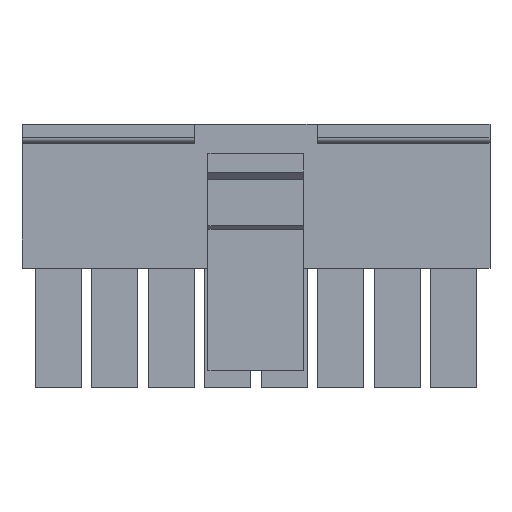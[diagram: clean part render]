
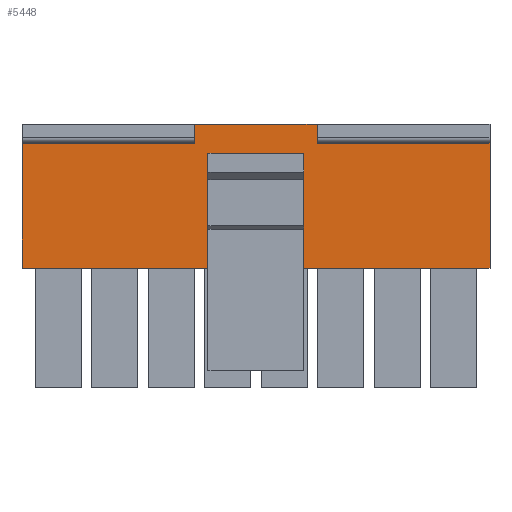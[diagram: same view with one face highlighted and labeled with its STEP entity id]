
A CAD part, top view. The second image highlights one B-rep face of the part: STEP entity #5448.
In plain terms, the highlighted planar face has unit normal (0, 0, 1).
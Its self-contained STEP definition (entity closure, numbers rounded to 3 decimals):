
#18=DIRECTION('',(0.,-1.,0.));
#19=VECTOR('',#18,6.63);
#20=CARTESIAN_POINT('',(-12.42,2.63,1.95));
#21=LINE('',#20,#19);
#71=DIRECTION('',(1.,0.,0.));
#72=VECTOR('',#71,6.49);
#73=CARTESIAN_POINT('',(-3.245,3.65,1.95));
#74=LINE('',#73,#72);
#323=DIRECTION('',(1.,0.,0.));
#324=VECTOR('',#323,24.85);
#325=CARTESIAN_POINT('',(-12.42,-4.,1.95));
#326=LINE('',#325,#324);
#1783=DIRECTION('',(0.,-1.,0.));
#1784=VECTOR('',#1783,1.38);
#1785=CARTESIAN_POINT('',(-2.545,-2.,1.95));
#1786=LINE('',#1785,#1784);
#1787=DIRECTION('',(1.,0.,0.));
#1788=VECTOR('',#1787,5.09);
#1789=CARTESIAN_POINT('',(-2.545,-3.38,1.95));
#1790=LINE('',#1789,#1788);
#1791=DIRECTION('',(0.,-1.,0.));
#1792=VECTOR('',#1791,1.38);
#1793=CARTESIAN_POINT('',(2.545,-2.,1.95));
#1794=LINE('',#1793,#1792);
#1795=DIRECTION('',(1.,0.,0.));
#1796=VECTOR('',#1795,5.09);
#1797=CARTESIAN_POINT('',(-2.545,-2.,1.95));
#1798=LINE('',#1797,#1796);
#1799=DIRECTION('',(1.,0.,0.));
#1800=VECTOR('',#1799,9.175);
#1801=CARTESIAN_POINT('',(-12.42,2.63,1.95));
#1802=LINE('',#1801,#1800);
#1803=DIRECTION('',(0.,1.,0.));
#1804=VECTOR('',#1803,1.02);
#1805=CARTESIAN_POINT('',(-3.245,2.63,1.95));
#1806=LINE('',#1805,#1804);
#1807=DIRECTION('',(0.,-1.,0.));
#1808=VECTOR('',#1807,1.02);
#1809=CARTESIAN_POINT('',(3.245,3.65,1.95));
#1810=LINE('',#1809,#1808);
#1811=DIRECTION('',(1.,0.,0.));
#1812=VECTOR('',#1811,9.185);
#1813=CARTESIAN_POINT('',(3.245,2.63,1.95));
#1814=LINE('',#1813,#1812);
#2014=DIRECTION('',(0.,-1.,0.));
#2015=VECTOR('',#2014,6.63);
#2016=CARTESIAN_POINT('',(12.43,2.63,1.95));
#2017=LINE('',#2016,#2015);
#2069=CARTESIAN_POINT('',(-12.42,-4.,1.95));
#2071=VERTEX_POINT('',#2069);
#2075=CARTESIAN_POINT('',(12.43,-4.,1.95));
#2077=VERTEX_POINT('',#2075);
#2209=CARTESIAN_POINT('',(-2.545,-2.,1.95));
#2211=VERTEX_POINT('',#2209);
#2213=CARTESIAN_POINT('',(2.545,-2.,1.95));
#2215=VERTEX_POINT('',#2213);
#2217=CARTESIAN_POINT('',(3.245,3.65,1.95));
#2218=CARTESIAN_POINT('',(3.245,2.63,1.95));
#2219=VERTEX_POINT('',#2217);
#2220=VERTEX_POINT('',#2218);
#2221=CARTESIAN_POINT('',(-3.245,2.63,1.95));
#2222=CARTESIAN_POINT('',(-3.245,3.65,1.95));
#2223=VERTEX_POINT('',#2221);
#2224=VERTEX_POINT('',#2222);
#2233=CARTESIAN_POINT('',(-2.545,-3.38,1.95));
#2234=VERTEX_POINT('',#2233);
#2235=CARTESIAN_POINT('',(2.545,-3.38,1.95));
#2236=VERTEX_POINT('',#2235);
#2317=CARTESIAN_POINT('',(-12.42,2.63,1.95));
#2318=VERTEX_POINT('',#2317);
#2319=CARTESIAN_POINT('',(12.43,2.63,1.95));
#2320=VERTEX_POINT('',#2319);
#5418=CARTESIAN_POINT('',(-12.42,3.65,1.95));
#5419=DIRECTION('',(0.,0.,1.));
#5420=DIRECTION('',(0.,-1.,0.));
#5421=AXIS2_PLACEMENT_3D('',#5418,#5419,#5420);
#5422=PLANE('',#5421);
#5424=ORIENTED_EDGE('',*,*,#5423,.T.);
#5426=ORIENTED_EDGE('',*,*,#5425,.T.);
#5427=ORIENTED_EDGE('',*,*,#2800,.T.);
#5429=ORIENTED_EDGE('',*,*,#5428,.T.);
#5431=ORIENTED_EDGE('',*,*,#5430,.T.);
#5433=ORIENTED_EDGE('',*,*,#5432,.T.);
#5434=ORIENTED_EDGE('',*,*,#2961,.F.);
#5435=ORIENTED_EDGE('',*,*,#2766,.F.);
#5436=EDGE_LOOP('',(#5424,#5426,#5427,#5429,#5431,#5433,#5434,#5435));
#5437=FACE_OUTER_BOUND('',#5436,.F.);
#5439=ORIENTED_EDGE('',*,*,#5438,.T.);
#5441=ORIENTED_EDGE('',*,*,#5440,.T.);
#5443=ORIENTED_EDGE('',*,*,#5442,.F.);
#5445=ORIENTED_EDGE('',*,*,#5444,.F.);
#5446=EDGE_LOOP('',(#5439,#5441,#5443,#5445));
#5447=FACE_BOUND('',#5446,.F.);
#5448=ADVANCED_FACE('',(#5437,#5447),#5422,.T.);
#2766=EDGE_CURVE('',#2318,#2071,#21,.T.);
#2800=EDGE_CURVE('',#2224,#2219,#74,.T.);
#2961=EDGE_CURVE('',#2071,#2077,#326,.T.);
#5423=EDGE_CURVE('',#2318,#2223,#1802,.T.);
#5425=EDGE_CURVE('',#2223,#2224,#1806,.T.);
#5428=EDGE_CURVE('',#2219,#2220,#1810,.T.);
#5430=EDGE_CURVE('',#2220,#2320,#1814,.T.);
#5432=EDGE_CURVE('',#2320,#2077,#2017,.T.);
#5438=EDGE_CURVE('',#2211,#2234,#1786,.T.);
#5440=EDGE_CURVE('',#2234,#2236,#1790,.T.);
#5442=EDGE_CURVE('',#2215,#2236,#1794,.T.);
#5444=EDGE_CURVE('',#2211,#2215,#1798,.T.);
